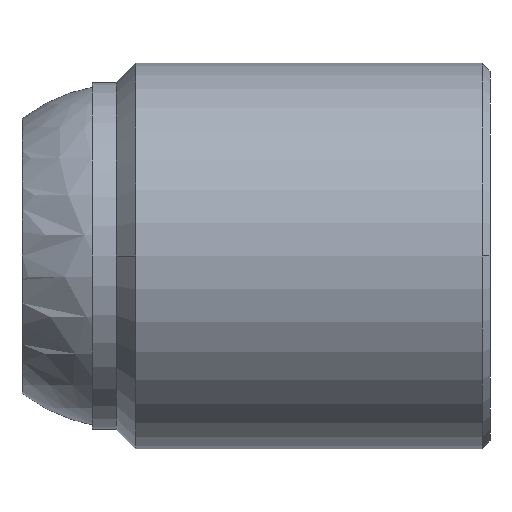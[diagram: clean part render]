
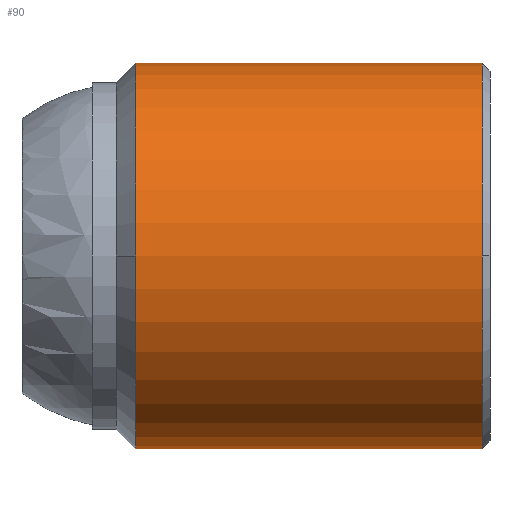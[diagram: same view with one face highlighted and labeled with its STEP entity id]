
A CAD part, front view. The second image highlights one B-rep face of the part: STEP entity #90.
In plain terms, the highlighted cylindrical face has radius 14 mm (diameter 28 mm), a partial arc.
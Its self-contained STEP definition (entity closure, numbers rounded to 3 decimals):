
#90=ADVANCED_FACE('',(#178),#179,.T.);
#178=FACE_OUTER_BOUND('',#268,.T.);
#179=CYLINDRICAL_SURFACE('',#269,14.0);
#268=EDGE_LOOP('',(#430,#431,#432,#433,#434,#435));
#269=AXIS2_PLACEMENT_3D('',#436,#437,#438);
#430=ORIENTED_EDGE('',*,*,#517,.T.);
#431=ORIENTED_EDGE('',*,*,#526,.T.);
#432=ORIENTED_EDGE('',*,*,#561,.T.);
#433=ORIENTED_EDGE('',*,*,#519,.T.);
#434=ORIENTED_EDGE('',*,*,#564,.F.);
#435=ORIENTED_EDGE('',*,*,#513,.F.);
#436=CARTESIAN_POINT('',(16.025,0.0,0.0));
#437=DIRECTION('',(1.0,0.0,0.0));
#438=DIRECTION('',(0.0,0.0,-1.0));
#513=EDGE_CURVE('',#597,#599,#600,.T.);
#517=EDGE_CURVE('',#597,#605,#606,.T.);
#519=EDGE_CURVE('',#609,#607,#610,.T.);
#526=EDGE_CURVE('',#605,#619,#621,.T.);
#561=EDGE_CURVE('',#619,#609,#669,.T.);
#564=EDGE_CURVE('',#599,#607,#672,.T.);
#597=VERTEX_POINT('',#714);
#599=VERTEX_POINT('',#716);
#600=CIRCLE('',#717,14.0);
#605=VERTEX_POINT('',#723);
#606=LINE('',#724,#725);
#607=VERTEX_POINT('',#726);
#609=VERTEX_POINT('',#728);
#610=LINE('',#729,#730);
#619=VERTEX_POINT('',#740);
#621=CIRCLE('',#743,14.0);
#669=CIRCLE('',#801,14.0);
#672=CIRCLE('',#804,14.0);
#714=CARTESIAN_POINT('',(3.15,0.,-14.0));
#716=CARTESIAN_POINT('',(3.15,-14.0,0.));
#717=AXIS2_PLACEMENT_3D('',#844,#845,#846);
#723=CARTESIAN_POINT('',(28.34,0.,-14.0));
#724=CARTESIAN_POINT('',(16.025,0.,-14.0));
#725=VECTOR('',#851,1.0);
#726=CARTESIAN_POINT('',(3.15,0.,14.0));
#728=CARTESIAN_POINT('',(28.34,0.,14.0));
#729=CARTESIAN_POINT('',(16.025,0.,14.0));
#730=VECTOR('',#855,1.0);
#740=CARTESIAN_POINT('',(28.34,-14.0,0.));
#743=AXIS2_PLACEMENT_3D('',#867,#868,#869);
#801=AXIS2_PLACEMENT_3D('',#916,#917,#918);
#804=AXIS2_PLACEMENT_3D('',#922,#923,#924);
#844=CARTESIAN_POINT('',(3.15,0.0,0.0));
#845=DIRECTION('',(-1.0,0.0,0.));
#846=DIRECTION('',(0.0,1.0,0.0));
#851=DIRECTION('',(1.0,0.0,0.0));
#855=DIRECTION('',(-1.0,-0.0,-0.0));
#867=CARTESIAN_POINT('',(28.34,0.0,0.0));
#868=DIRECTION('',(-1.0,0.0,0.0));
#869=DIRECTION('',(0.0,0.0,-1.0));
#916=CARTESIAN_POINT('',(28.34,0.0,0.0));
#917=DIRECTION('',(-1.0,0.0,0.0));
#918=DIRECTION('',(0.0,0.0,-1.0));
#922=CARTESIAN_POINT('',(3.15,0.0,0.0));
#923=DIRECTION('',(-1.0,0.0,0.));
#924=DIRECTION('',(0.0,1.0,0.0));
